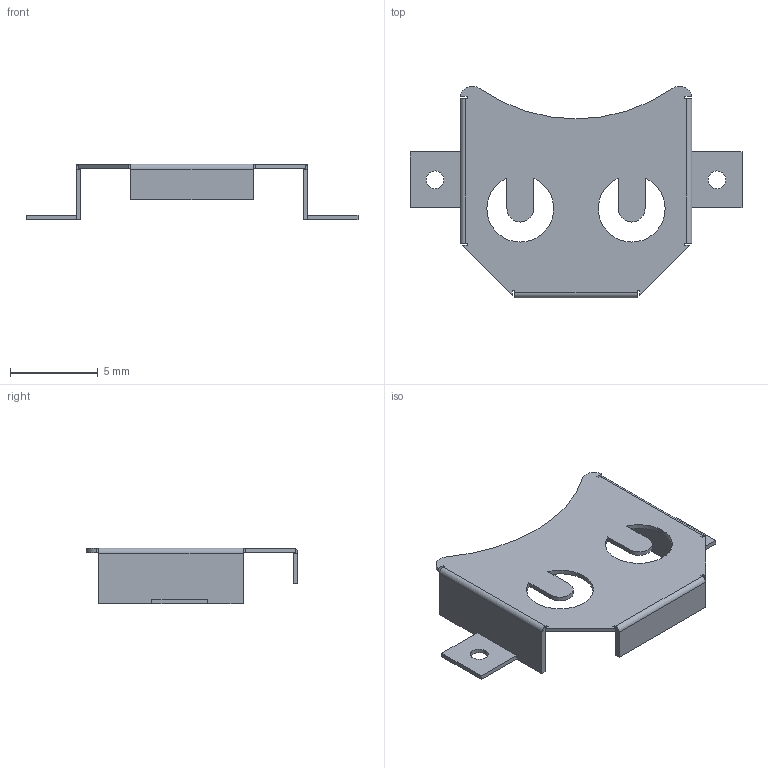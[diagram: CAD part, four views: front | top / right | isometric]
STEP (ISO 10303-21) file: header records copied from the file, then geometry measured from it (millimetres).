
FILE_DESCRIPTION (( 'STEP AP214' ), '1' );
FILE_NAME ('BATTCOIN_12MM.STEP', '2015-04-01T16:45:31', ( '' ), ( '' ), 'SwSTEP 2.0', 'SolidWorks 2014', '' );
FILE_SCHEMA (( 'AUTOMOTIVE_DESIGN' ));
Length unit declared in the file: inch
Products named in the file (1): BATTCOIN_12MM
Bounding box: 18.92 x 12.06 x 3.17 mm (x, y, z)
Volume: 49.5 mm3; surface area: 419.6 mm2
Topology: 1 solids, 1 shells, 76 faces, 198 edges, 124 vertices
Faces by surface type: plane 55, cylinder 21
Entity records: 2348 total; most frequent: CARTESIAN_POINT 399, ORIENTED_EDGE 396, DIRECTION 394, EDGE_CURVE 198, LINE 156, VECTOR 156, VERTEX_POINT 124, AXIS2_PLACEMENT_3D 119
